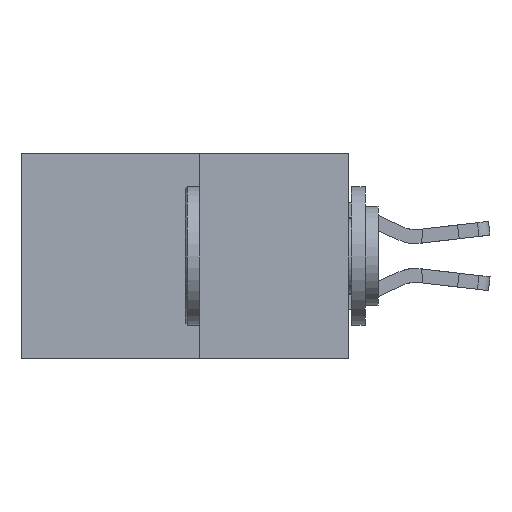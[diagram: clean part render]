
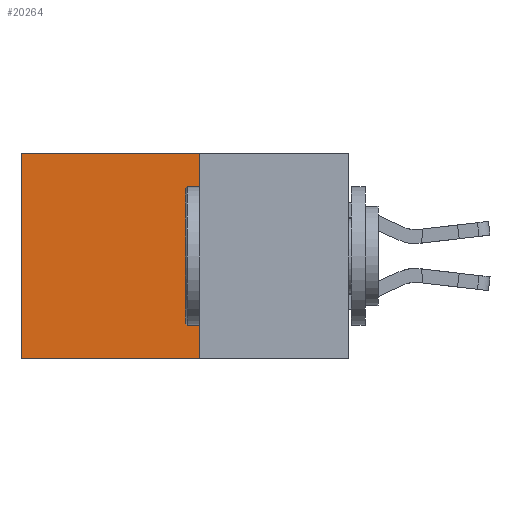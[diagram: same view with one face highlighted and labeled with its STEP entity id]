
A CAD part, left-side view. The second image highlights one B-rep face of the part: STEP entity #20264.
In plain terms, the highlighted planar face has unit normal (-1, 0, 0).
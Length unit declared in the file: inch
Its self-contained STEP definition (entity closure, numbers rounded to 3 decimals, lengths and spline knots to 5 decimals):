
#472 = LINE ( 'NONE', #5079, #14925 ) ;
#1092 = CARTESIAN_POINT ( 'NONE',  ( 0.277, 0.59, -0.37 ) ) ;
#1705 = VECTOR ( 'NONE', #7293, 39.37008 ) ;
#2227 = LINE ( 'NONE', #14453, #16011 ) ;
#2847 = EDGE_CURVE ( 'NONE', #18314, #20921, #10221, .T. ) ;
#4186 = EDGE_CURVE ( 'NONE', #18314, #18957, #2227, .T. ) ;
#4396 = ORIENTED_EDGE ( 'NONE', *, *, #7387, .T. ) ;
#4918 = DIRECTION ( 'NONE',  ( 0., 0., -1. ) ) ;
#5079 = CARTESIAN_POINT ( 'NONE',  ( 0.277, 0.59, -0.37 ) ) ;
#6013 = DIRECTION ( 'NONE',  ( 0., 1., 0. ) ) ;
#6170 = CARTESIAN_POINT ( 'NONE',  ( 0.277, 0.27, -0.37 ) ) ;
#6628 = ORIENTED_EDGE ( 'NONE', *, *, #2847, .F. ) ;
#7293 = DIRECTION ( 'NONE',  ( 0., 0., -1. ) ) ;
#7387 = EDGE_CURVE ( 'NONE', #18957, #17280, #472, .T. ) ;
#7969 = LINE ( 'NONE', #6170, #17444 ) ;
#8315 = PLANE ( 'NONE',  #22994 ) ;
#8397 = CARTESIAN_POINT ( 'NONE',  ( 0.277, 0.27, -0.37 ) ) ;
#9080 = CARTESIAN_POINT ( 'NONE',  ( 0.277, 0.59, 0. ) ) ;
#10208 = DIRECTION ( 'NONE',  ( 0., 0., -1. ) ) ;
#10221 = LINE ( 'NONE', #13789, #1705 ) ;
#13150 = ORIENTED_EDGE ( 'NONE', *, *, #4186, .T. ) ;
#13524 = EDGE_CURVE ( 'NONE', #20921, #17280, #7969, .T. ) ;
#13789 = CARTESIAN_POINT ( 'NONE',  ( 0.277, 0.27, -0.37 ) ) ;
#14102 = FACE_OUTER_BOUND ( 'NONE', #19993, .T. ) ;
#14453 = CARTESIAN_POINT ( 'NONE',  ( 0.277, 0.27, 0. ) ) ;
#14925 = VECTOR ( 'NONE', #4918, 39.37008 ) ;
#16011 = VECTOR ( 'NONE', #21907, 39.37008 ) ;
#17280 = VERTEX_POINT ( 'NONE', #1092 ) ;
#17444 = VECTOR ( 'NONE', #6013, 39.37008 ) ;
#18053 = CARTESIAN_POINT ( 'NONE',  ( 0.277, 0.27, 0. ) ) ;
#18314 = VERTEX_POINT ( 'NONE', #18053 ) ;
#18957 = VERTEX_POINT ( 'NONE', #9080 ) ;
#18980 = CARTESIAN_POINT ( 'NONE',  ( 0.277, 0.27, -0.37 ) ) ;
#19993 = EDGE_LOOP ( 'NONE', ( #4396, #21602, #6628, #13150 ) ) ;
#20264 = ADVANCED_FACE ( 'NONE', ( #14102 ), #8315, .F. ) ;
#20892 = DIRECTION ( 'NONE',  ( 1., 0., 0. ) ) ;
#20921 = VERTEX_POINT ( 'NONE', #18980 ) ;
#21602 = ORIENTED_EDGE ( 'NONE', *, *, #13524, .F. ) ;
#21907 = DIRECTION ( 'NONE',  ( 0., 1., 0. ) ) ;
#22994 = AXIS2_PLACEMENT_3D ( 'NONE', #8397, #20892, #10208 ) ;
